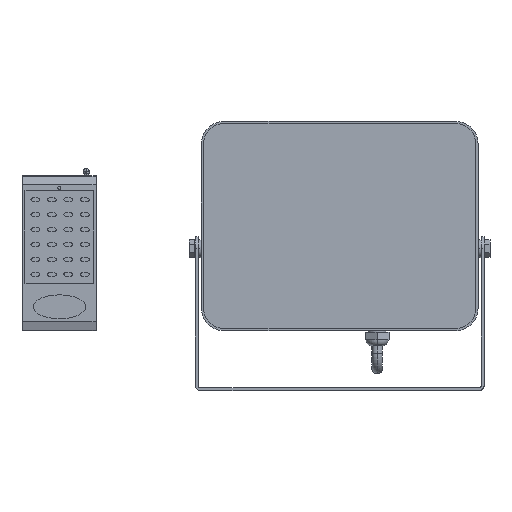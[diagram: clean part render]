
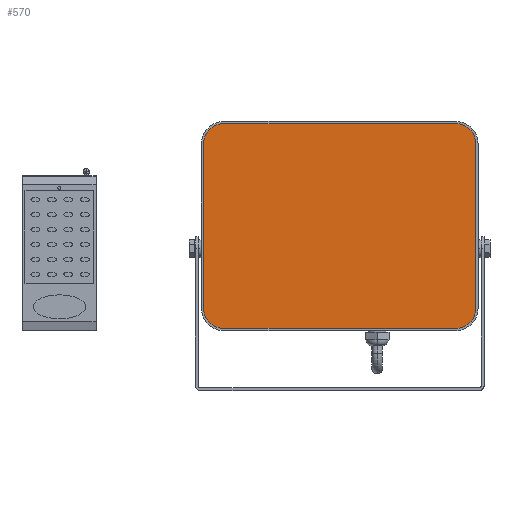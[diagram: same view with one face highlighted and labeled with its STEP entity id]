
A CAD part, top view. The second image highlights one B-rep face of the part: STEP entity #570.
In plain terms, the highlighted planar face has unit normal (0, 0, 1).
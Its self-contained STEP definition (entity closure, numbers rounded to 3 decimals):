
#112 = ORIENTED_EDGE ( 'NONE', *, *, #9641, .T. ) ;
#300 = VERTEX_POINT ( 'NONE', #4151 ) ;
#320 = CARTESIAN_POINT ( 'NONE',  ( -77.5, -55., -0.1 ) ) ;
#351 = VERTEX_POINT ( 'NONE', #10383 ) ;
#570 = ADVANCED_FACE ( 'NONE', ( #7389 ), #16188, .T. ) ;
#675 = AXIS2_PLACEMENT_3D ( 'NONE', #320, #9165, #8055 ) ;
#1218 = VERTEX_POINT ( 'NONE', #12097 ) ;
#1817 = DIRECTION ( 'NONE',  ( 0., 1., 0. ) ) ;
#1887 = ORIENTED_EDGE ( 'NONE', *, *, #15116, .T. ) ;
#1966 = CIRCLE ( 'NONE', #675, 13.5 ) ;
#2359 = CARTESIAN_POINT ( 'NONE',  ( -77.5, 55., -0.1 ) ) ;
#2381 = VECTOR ( 'NONE', #14181, 1000. ) ;
#3225 = EDGE_CURVE ( 'NONE', #6803, #300, #1966, .T. ) ;
#3290 = DIRECTION ( 'NONE',  ( 0., 0., 1. ) ) ;
#3438 = VERTEX_POINT ( 'NONE', #4761 ) ;
#3764 = DIRECTION ( 'NONE',  ( -1., 0., 0. ) ) ;
#4151 = CARTESIAN_POINT ( 'NONE',  ( -77.5, -68.5, -0.1 ) ) ;
#4258 = EDGE_LOOP ( 'NONE', ( #112, #6718, #5640, #4865, #15162, #4456, #5649, #1887 ) ) ;
#4456 = ORIENTED_EDGE ( 'NONE', *, *, #10884, .T. ) ;
#4552 = CARTESIAN_POINT ( 'NONE',  ( 77.5, -55., -0.1 ) ) ;
#4637 = LINE ( 'NONE', #7840, #13548 ) ;
#4761 = CARTESIAN_POINT ( 'NONE',  ( 91., -55., -0.1 ) ) ;
#4865 = ORIENTED_EDGE ( 'NONE', *, *, #11306, .T. ) ;
#4889 = AXIS2_PLACEMENT_3D ( 'NONE', #4552, #3290, #16011 ) ;
#4913 = CARTESIAN_POINT ( 'NONE',  ( -77.5, 68.5, -0.1 ) ) ;
#4943 = VECTOR ( 'NONE', #3764, 1000. ) ;
#5307 = VERTEX_POINT ( 'NONE', #5821 ) ;
#5323 = LINE ( 'NONE', #10424, #2381 ) ;
#5626 = LINE ( 'NONE', #6353, #4943 ) ;
#5640 = ORIENTED_EDGE ( 'NONE', *, *, #3225, .T. ) ;
#5649 = ORIENTED_EDGE ( 'NONE', *, *, #14063, .T. ) ;
#5821 = CARTESIAN_POINT ( 'NONE',  ( 77.5, -68.5, -0.1 ) ) ;
#5933 = DIRECTION ( 'NONE',  ( 1., 0., 0. ) ) ;
#6000 = DIRECTION ( 'NONE',  ( 1., 0., 0. ) ) ;
#6353 = CARTESIAN_POINT ( 'NONE',  ( 77.5, 68.5, -0.1 ) ) ;
#6718 = ORIENTED_EDGE ( 'NONE', *, *, #13103, .T. ) ;
#6803 = VERTEX_POINT ( 'NONE', #8081 ) ;
#7389 = FACE_OUTER_BOUND ( 'NONE', #4258, .T. ) ;
#7390 = DIRECTION ( 'NONE',  ( 0., 0., 1. ) ) ;
#7394 = DIRECTION ( 'NONE',  ( 0., 0., 1. ) ) ;
#7840 = CARTESIAN_POINT ( 'NONE',  ( 91., -55., -0.1 ) ) ;
#7943 = EDGE_CURVE ( 'NONE', #5307, #3438, #14926, .T. ) ;
#8055 = DIRECTION ( 'NONE',  ( 1., 0., 0. ) ) ;
#8081 = CARTESIAN_POINT ( 'NONE',  ( -91., -55., -0.1 ) ) ;
#8996 = CARTESIAN_POINT ( 'NONE',  ( -91., 55., -0.1 ) ) ;
#9165 = DIRECTION ( 'NONE',  ( 0., 0., 1. ) ) ;
#9580 = AXIS2_PLACEMENT_3D ( 'NONE', #16023, #13414, #5933 ) ;
#9641 = EDGE_CURVE ( 'NONE', #12314, #11995, #15575, .T. ) ;
#9747 = CARTESIAN_POINT ( 'NONE',  ( -77.5, -68.5, -0.1 ) ) ;
#9993 = LINE ( 'NONE', #9747, #12538 ) ;
#10383 = CARTESIAN_POINT ( 'NONE',  ( 77.5, 68.5, -0.1 ) ) ;
#10424 = CARTESIAN_POINT ( 'NONE',  ( -91., 55., -0.1 ) ) ;
#10884 = EDGE_CURVE ( 'NONE', #3438, #1218, #4637, .T. ) ;
#11306 = EDGE_CURVE ( 'NONE', #300, #5307, #9993, .T. ) ;
#11995 = VERTEX_POINT ( 'NONE', #8996 ) ;
#12097 = CARTESIAN_POINT ( 'NONE',  ( 91., 55., -0.1 ) ) ;
#12314 = VERTEX_POINT ( 'NONE', #4913 ) ;
#12520 = DIRECTION ( 'NONE',  ( 1., 0., 0. ) ) ;
#12538 = VECTOR ( 'NONE', #15997, 1000. ) ;
#13103 = EDGE_CURVE ( 'NONE', #11995, #6803, #5323, .T. ) ;
#13204 = AXIS2_PLACEMENT_3D ( 'NONE', #2359, #7390, #6000 ) ;
#13414 = DIRECTION ( 'NONE',  ( 0., 0., 1. ) ) ;
#13548 = VECTOR ( 'NONE', #1817, 1000. ) ;
#13853 = CARTESIAN_POINT ( 'NONE',  ( 77.5, 55., -0.1 ) ) ;
#14063 = EDGE_CURVE ( 'NONE', #1218, #351, #15611, .T. ) ;
#14181 = DIRECTION ( 'NONE',  ( 0., -1., 0. ) ) ;
#14926 = CIRCLE ( 'NONE', #4889, 13.5 ) ;
#15116 = EDGE_CURVE ( 'NONE', #351, #12314, #5626, .T. ) ;
#15162 = ORIENTED_EDGE ( 'NONE', *, *, #7943, .T. ) ;
#15575 = CIRCLE ( 'NONE', #9580, 13.5 ) ;
#15611 = CIRCLE ( 'NONE', #15616, 13.5 ) ;
#15616 = AXIS2_PLACEMENT_3D ( 'NONE', #13853, #7394, #12520 ) ;
#15997 = DIRECTION ( 'NONE',  ( 1., 0., 0. ) ) ;
#16011 = DIRECTION ( 'NONE',  ( 1., 0., 0. ) ) ;
#16023 = CARTESIAN_POINT ( 'NONE',  ( -77.5, 55., -0.1 ) ) ;
#16188 = PLANE ( 'NONE',  #13204 ) ;
